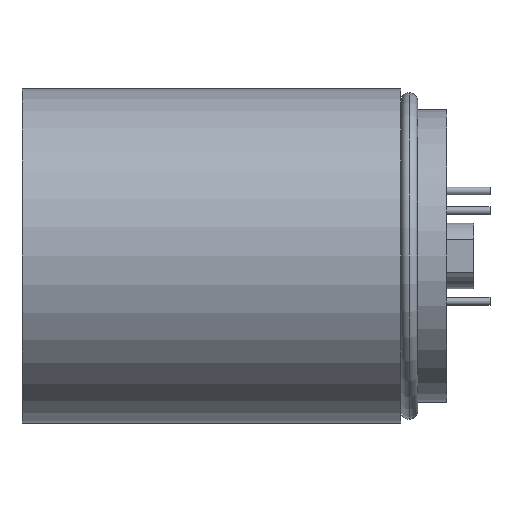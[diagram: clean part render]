
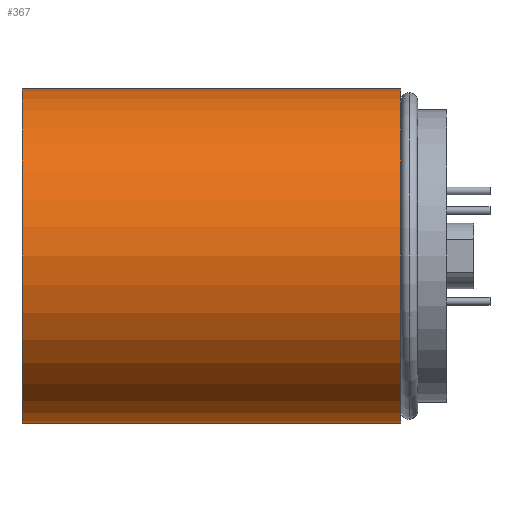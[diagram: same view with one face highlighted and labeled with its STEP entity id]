
A CAD part, left-side view. The second image highlights one B-rep face of the part: STEP entity #367.
In plain terms, the highlighted cylindrical face has radius 15 mm (diameter 30 mm), a partial arc.
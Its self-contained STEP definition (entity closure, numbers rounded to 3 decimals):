
#7 = ORIENTED_EDGE ( 'NONE', *, *, #57, .F. ) ;
#40 = VECTOR ( 'NONE', #1466, 1000. ) ;
#57 = EDGE_CURVE ( 'NONE', #1248, #481, #1021, .T. ) ;
#71 = CARTESIAN_POINT ( 'NONE',  ( 0., 34., 0. ) ) ;
#91 = EDGE_CURVE ( 'NONE', #481, #1358, #806, .T. ) ;
#114 = CARTESIAN_POINT ( 'NONE',  ( 0., 34., -15. ) ) ;
#213 = DIRECTION ( 'NONE',  ( 0., -1., 0. ) ) ;
#234 = LINE ( 'NONE', #791, #40 ) ;
#248 = AXIS2_PLACEMENT_3D ( 'NONE', #579, #1517, #710 ) ;
#301 = CARTESIAN_POINT ( 'NONE',  ( 0., 0., -15. ) ) ;
#357 = FACE_OUTER_BOUND ( 'NONE', #808, .T. ) ;
#367 = ADVANCED_FACE ( 'NONE', ( #357 ), #1359, .T. ) ;
#481 = VERTEX_POINT ( 'NONE', #797 ) ;
#500 = VECTOR ( 'NONE', #590, 1000. ) ;
#501 = ORIENTED_EDGE ( 'NONE', *, *, #611, .T. ) ;
#558 = CARTESIAN_POINT ( 'NONE',  ( 0., 0., 15. ) ) ;
#571 = AXIS2_PLACEMENT_3D ( 'NONE', #1507, #1376, #1220 ) ;
#579 = CARTESIAN_POINT ( 'NONE',  ( 0., 0., 0. ) ) ;
#590 = DIRECTION ( 'NONE',  ( 0., -1., 0. ) ) ;
#611 = EDGE_CURVE ( 'NONE', #971, #1358, #628, .T. ) ;
#628 = CIRCLE ( 'NONE', #248, 15. ) ;
#710 = DIRECTION ( 'NONE',  ( 0., 0., 1. ) ) ;
#791 = CARTESIAN_POINT ( 'NONE',  ( 0., 34., -15. ) ) ;
#797 = CARTESIAN_POINT ( 'NONE',  ( 0., 34., 15. ) ) ;
#806 = LINE ( 'NONE', #875, #500 ) ;
#808 = EDGE_LOOP ( 'NONE', ( #1084, #7, #1488, #501 ) ) ;
#875 = CARTESIAN_POINT ( 'NONE',  ( 0., 34., 15. ) ) ;
#971 = VERTEX_POINT ( 'NONE', #301 ) ;
#1021 = CIRCLE ( 'NONE', #571, 15. ) ;
#1037 = AXIS2_PLACEMENT_3D ( 'NONE', #71, #213, #1689 ) ;
#1084 = ORIENTED_EDGE ( 'NONE', *, *, #91, .F. ) ;
#1220 = DIRECTION ( 'NONE',  ( 0., 0., 1. ) ) ;
#1248 = VERTEX_POINT ( 'NONE', #114 ) ;
#1275 = EDGE_CURVE ( 'NONE', #1248, #971, #234, .T. ) ;
#1358 = VERTEX_POINT ( 'NONE', #558 ) ;
#1359 = CYLINDRICAL_SURFACE ( 'NONE', #1037, 15. ) ;
#1376 = DIRECTION ( 'NONE',  ( 0., 1., 0. ) ) ;
#1466 = DIRECTION ( 'NONE',  ( 0., -1., 0. ) ) ;
#1488 = ORIENTED_EDGE ( 'NONE', *, *, #1275, .T. ) ;
#1507 = CARTESIAN_POINT ( 'NONE',  ( 0., 34., 0. ) ) ;
#1517 = DIRECTION ( 'NONE',  ( 0., 1., 0. ) ) ;
#1689 = DIRECTION ( 'NONE',  ( 0., 0., -1. ) ) ;
